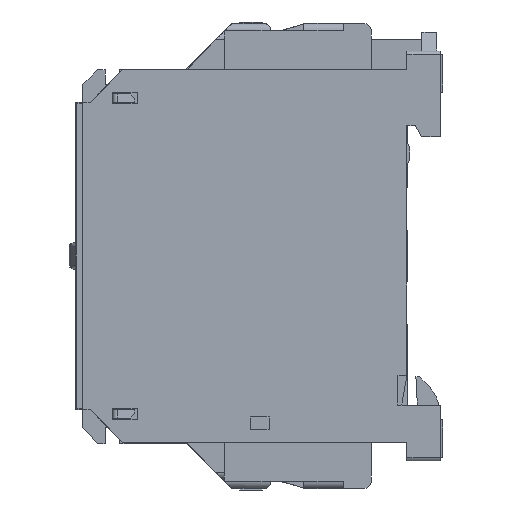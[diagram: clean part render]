
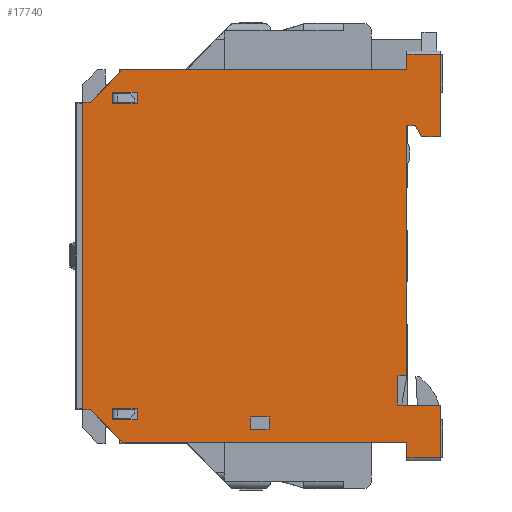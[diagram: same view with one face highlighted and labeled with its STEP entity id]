
A CAD part, left-side view. The second image highlights one B-rep face of the part: STEP entity #17740.
In plain terms, the highlighted planar face has unit normal (-1, 0, 0).
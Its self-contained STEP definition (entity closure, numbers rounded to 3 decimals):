
#1416=DIRECTION('',(0.,0.,1.));
#1417=VECTOR('',#1416,11.);
#1418=CARTESIAN_POINT('',(0.,-4.5,16.));
#1419=LINE('',#1418,#1417);
#1458=DIRECTION('',(0.,0.,1.));
#1459=VECTOR('',#1458,7.);
#1460=CARTESIAN_POINT('',(0.,-4.5,-27.));
#1461=LINE('',#1460,#1459);
#1910=DIRECTION('',(0.,1.,0.));
#1911=VECTOR('',#1910,3.3);
#1912=CARTESIAN_POINT('',(0.,36.2,-22.));
#1913=LINE('',#1912,#1911);
#1914=DIRECTION('',(0.,0.,-1.));
#1915=VECTOR('',#1914,1.6);
#1916=CARTESIAN_POINT('',(0.,36.2,-20.4));
#1917=LINE('',#1916,#1915);
#1918=DIRECTION('',(0.,-1.,0.));
#1919=VECTOR('',#1918,3.3);
#1920=CARTESIAN_POINT('',(0.,39.5,-20.4));
#1921=LINE('',#1920,#1919);
#1922=DIRECTION('',(0.,0.,1.));
#1923=VECTOR('',#1922,1.6);
#1924=CARTESIAN_POINT('',(0.,39.5,-22.));
#1925=LINE('',#1924,#1923);
#1926=DIRECTION('',(0.,0.,-1.));
#1927=VECTOR('',#1926,1.6);
#1928=CARTESIAN_POINT('',(0.,36.2,22.));
#1929=LINE('',#1928,#1927);
#1930=DIRECTION('',(0.,-1.,0.));
#1931=VECTOR('',#1930,3.3);
#1932=CARTESIAN_POINT('',(0.,39.5,22.));
#1933=LINE('',#1932,#1931);
#1934=DIRECTION('',(0.,0.,1.));
#1935=VECTOR('',#1934,1.6);
#1936=CARTESIAN_POINT('',(0.,39.5,20.4));
#1937=LINE('',#1936,#1935);
#1938=DIRECTION('',(0.,1.,0.));
#1939=VECTOR('',#1938,3.3);
#1940=CARTESIAN_POINT('',(0.,36.2,20.4));
#1941=LINE('',#1940,#1939);
#1942=DIRECTION('',(0.,-1.,0.));
#1943=VECTOR('',#1942,2.5);
#1944=CARTESIAN_POINT('',(0.,21.,-21.6));
#1945=LINE('',#1944,#1943);
#1946=DIRECTION('',(0.,0.,1.));
#1947=VECTOR('',#1946,1.7);
#1948=CARTESIAN_POINT('',(0.,21.,-23.3));
#1949=LINE('',#1948,#1947);
#1950=DIRECTION('',(0.,1.,0.));
#1951=VECTOR('',#1950,2.5);
#1952=CARTESIAN_POINT('',(0.,18.5,-23.3));
#1953=LINE('',#1952,#1951);
#1954=DIRECTION('',(0.,0.,-1.));
#1955=VECTOR('',#1954,1.7);
#1956=CARTESIAN_POINT('',(0.,18.5,-21.6));
#1957=LINE('',#1956,#1955);
#1958=DIRECTION('',(0.,0.,1.));
#1959=VECTOR('',#1958,2.);
#1960=CARTESIAN_POINT('',(0.,0.,-27.));
#1961=LINE('',#1960,#1959);
#1962=DIRECTION('',(0.,0.707,0.707));
#1963=VECTOR('',#1962,6.223);
#1964=CARTESIAN_POINT('',(0.,38.1,-25.));
#1965=LINE('',#1964,#1963);
#1966=DIRECTION('',(0.,-1.,0.));
#1967=VECTOR('',#1966,1.);
#1968=CARTESIAN_POINT('',(0.,43.5,-20.6));
#1969=LINE('',#1968,#1967);
#1970=DIRECTION('',(0.,0.,1.));
#1971=VECTOR('',#1970,41.2);
#1972=CARTESIAN_POINT('',(0.,43.5,-20.6));
#1973=LINE('',#1972,#1971);
#1974=DIRECTION('',(0.,-1.,0.));
#1975=VECTOR('',#1974,1.);
#1976=CARTESIAN_POINT('',(0.,43.5,20.6));
#1977=LINE('',#1976,#1975);
#1978=DIRECTION('',(0.,-0.707,0.707));
#1979=VECTOR('',#1978,6.223);
#1980=CARTESIAN_POINT('',(0.,42.5,20.6));
#1981=LINE('',#1980,#1979);
#1982=DIRECTION('',(0.,-1.,0.));
#1983=VECTOR('',#1982,38.1);
#1984=CARTESIAN_POINT('',(0.,38.1,25.));
#1985=LINE('',#1984,#1983);
#1986=DIRECTION('',(0.,0.,1.));
#1987=VECTOR('',#1986,2.);
#1988=CARTESIAN_POINT('',(0.,0.,25.));
#1989=LINE('',#1988,#1987);
#1990=DIRECTION('',(0.,1.,0.));
#1991=VECTOR('',#1990,2.534);
#1992=CARTESIAN_POINT('',(0.,-4.5,16.));
#1993=LINE('',#1992,#1991);
#1994=DIRECTION('',(0.,0.5,0.866));
#1995=VECTOR('',#1994,1.732);
#1996=CARTESIAN_POINT('',(0.,-1.966,16.));
#1997=LINE('',#1996,#1995);
#1998=DIRECTION('',(0.,1.,0.));
#1999=VECTOR('',#1998,1.1);
#2000=CARTESIAN_POINT('',(0.,-1.1,17.5));
#2001=LINE('',#2000,#1999);
#2002=DIRECTION('',(0.,0.,1.));
#2003=VECTOR('',#2002,33.5);
#2004=CARTESIAN_POINT('',(0.,0.,-16.));
#2005=LINE('',#2004,#2003);
#2006=DIRECTION('',(0.,-1.,0.));
#2007=VECTOR('',#2006,1.2);
#2008=CARTESIAN_POINT('',(0.,1.2,-16.));
#2009=LINE('',#2008,#2007);
#2010=DIRECTION('',(0.,0.,1.));
#2011=VECTOR('',#2010,4.);
#2012=CARTESIAN_POINT('',(0.,1.2,-20.));
#2013=LINE('',#2012,#2011);
#2234=DIRECTION('',(0.,-1.,0.));
#2235=VECTOR('',#2234,38.1);
#2236=CARTESIAN_POINT('',(0.,38.1,-25.));
#2237=LINE('',#2236,#2235);
#2488=DIRECTION('',(0.,1.,0.));
#2489=VECTOR('',#2488,5.7);
#2490=CARTESIAN_POINT('',(0.,-4.5,-20.));
#2491=LINE('',#2490,#2489);
#5795=DIRECTION('',(0.,-1.,0.));
#5796=VECTOR('',#5795,4.5);
#5797=CARTESIAN_POINT('',(0.,0.,-27.));
#5798=LINE('',#5797,#5796);
#11271=DIRECTION('',(0.,-1.,0.));
#11272=VECTOR('',#11271,4.5);
#11273=CARTESIAN_POINT('',(0.,0.,27.));
#11274=LINE('',#11273,#11272);
#13641=CARTESIAN_POINT('',(0.,43.5,20.6));
#13643=VERTEX_POINT('',#13641);
#13645=CARTESIAN_POINT('',(0.,43.5,-20.6));
#13647=VERTEX_POINT('',#13645);
#13648=CARTESIAN_POINT('',(0.,42.5,20.6));
#13649=VERTEX_POINT('',#13648);
#13650=CARTESIAN_POINT('',(0.,38.1,25.));
#13651=VERTEX_POINT('',#13650);
#13652=CARTESIAN_POINT('',(0.,38.1,-25.));
#13653=CARTESIAN_POINT('',(0.,42.5,-20.6));
#13654=VERTEX_POINT('',#13652);
#13655=VERTEX_POINT('',#13653);
#13716=CARTESIAN_POINT('',(0.,0.,25.));
#13717=VERTEX_POINT('',#13716);
#13718=CARTESIAN_POINT('',(0.,0.,-25.));
#13719=VERTEX_POINT('',#13718);
#13730=CARTESIAN_POINT('',(0.,-4.5,16.));
#13731=CARTESIAN_POINT('',(0.,-1.966,16.));
#13732=VERTEX_POINT('',#13730);
#13733=VERTEX_POINT('',#13731);
#13734=CARTESIAN_POINT('',(0.,-1.1,17.5));
#13735=VERTEX_POINT('',#13734);
#13742=CARTESIAN_POINT('',(0.,0.,17.5));
#13743=VERTEX_POINT('',#13742);
#14937=CARTESIAN_POINT('',(0.,36.2,-22.));
#14938=CARTESIAN_POINT('',(0.,39.5,-22.));
#14939=VERTEX_POINT('',#14937);
#14940=VERTEX_POINT('',#14938);
#14941=CARTESIAN_POINT('',(0.,39.5,-20.4));
#14942=VERTEX_POINT('',#14941);
#14943=CARTESIAN_POINT('',(0.,36.2,-20.4));
#14944=VERTEX_POINT('',#14943);
#14945=CARTESIAN_POINT('',(0.,36.2,22.));
#14946=CARTESIAN_POINT('',(0.,36.2,20.4));
#14947=VERTEX_POINT('',#14945);
#14948=VERTEX_POINT('',#14946);
#14949=CARTESIAN_POINT('',(0.,39.5,20.4));
#14950=VERTEX_POINT('',#14949);
#14951=CARTESIAN_POINT('',(0.,39.5,22.));
#14952=VERTEX_POINT('',#14951);
#15027=CARTESIAN_POINT('',(0.,21.,-21.6));
#15028=CARTESIAN_POINT('',(0.,18.5,-21.6));
#15029=VERTEX_POINT('',#15027);
#15030=VERTEX_POINT('',#15028);
#15031=CARTESIAN_POINT('',(0.,18.5,-23.3));
#15032=VERTEX_POINT('',#15031);
#15033=CARTESIAN_POINT('',(0.,21.,-23.3));
#15034=VERTEX_POINT('',#15033);
#15351=CARTESIAN_POINT('',(0.,0.,-27.));
#15352=CARTESIAN_POINT('',(0.,-4.5,-27.));
#15353=VERTEX_POINT('',#15351);
#15354=VERTEX_POINT('',#15352);
#15359=CARTESIAN_POINT('',(0.,0.,27.));
#15360=CARTESIAN_POINT('',(0.,-4.5,27.));
#15361=VERTEX_POINT('',#15359);
#15362=VERTEX_POINT('',#15360);
#15764=CARTESIAN_POINT('',(0.,-4.5,-20.));
#15765=VERTEX_POINT('',#15764);
#15766=CARTESIAN_POINT('',(0.,1.2,-16.));
#15767=CARTESIAN_POINT('',(0.,0.,-16.));
#15768=VERTEX_POINT('',#15766);
#15769=VERTEX_POINT('',#15767);
#15770=CARTESIAN_POINT('',(0.,1.2,-20.));
#15771=VERTEX_POINT('',#15770);
#17671=CARTESIAN_POINT('',(0.,43.5,-21.5));
#17672=DIRECTION('',(-1.,0.,0.));
#17673=DIRECTION('',(0.,-1.,0.));
#17674=AXIS2_PLACEMENT_3D('',#17671,#17672,#17673);
#17675=PLANE('',#17674);
#17677=ORIENTED_EDGE('',*,*,#17676,.F.);
#17678=ORIENTED_EDGE('',*,*,#17195,.F.);
#17680=ORIENTED_EDGE('',*,*,#17679,.F.);
#17682=ORIENTED_EDGE('',*,*,#17681,.T.);
#17684=ORIENTED_EDGE('',*,*,#17683,.F.);
#17686=ORIENTED_EDGE('',*,*,#17685,.T.);
#17688=ORIENTED_EDGE('',*,*,#17687,.F.);
#17690=ORIENTED_EDGE('',*,*,#17689,.T.);
#17692=ORIENTED_EDGE('',*,*,#17691,.T.);
#17694=ORIENTED_EDGE('',*,*,#17693,.T.);
#17696=ORIENTED_EDGE('',*,*,#17695,.T.);
#17698=ORIENTED_EDGE('',*,*,#17697,.T.);
#17700=ORIENTED_EDGE('',*,*,#17699,.T.);
#17701=ORIENTED_EDGE('',*,*,#17129,.F.);
#17702=ORIENTED_EDGE('',*,*,#17255,.T.);
#17703=ORIENTED_EDGE('',*,*,#17283,.T.);
#17704=ORIENTED_EDGE('',*,*,#17298,.T.);
#17705=ORIENTED_EDGE('',*,*,#17356,.F.);
#17706=ORIENTED_EDGE('',*,*,#17648,.F.);
#17707=ORIENTED_EDGE('',*,*,#17661,.F.);
#17708=EDGE_LOOP('',(#17677,#17678,#17680,#17682,#17684,#17686,#17688,#17690,
#17692,#17694,#17696,#17698,#17700,#17701,#17702,#17703,#17704,#17705,#17706,
#17707));
#17709=FACE_OUTER_BOUND('',#17708,.F.);
#17711=ORIENTED_EDGE('',*,*,#17710,.F.);
#17713=ORIENTED_EDGE('',*,*,#17712,.F.);
#17715=ORIENTED_EDGE('',*,*,#17714,.F.);
#17717=ORIENTED_EDGE('',*,*,#17716,.F.);
#17718=EDGE_LOOP('',(#17711,#17713,#17715,#17717));
#17719=FACE_BOUND('',#17718,.F.);
#17721=ORIENTED_EDGE('',*,*,#17720,.F.);
#17723=ORIENTED_EDGE('',*,*,#17722,.F.);
#17725=ORIENTED_EDGE('',*,*,#17724,.F.);
#17727=ORIENTED_EDGE('',*,*,#17726,.F.);
#17728=EDGE_LOOP('',(#17721,#17723,#17725,#17727));
#17729=FACE_BOUND('',#17728,.F.);
#17731=ORIENTED_EDGE('',*,*,#17730,.F.);
#17733=ORIENTED_EDGE('',*,*,#17732,.F.);
#17735=ORIENTED_EDGE('',*,*,#17734,.F.);
#17737=ORIENTED_EDGE('',*,*,#17736,.F.);
#17738=EDGE_LOOP('',(#17731,#17733,#17735,#17737));
#17739=FACE_BOUND('',#17738,.F.);
#17129=EDGE_CURVE('',#13732,#15362,#1419,.T.);
#17195=EDGE_CURVE('',#15354,#15765,#1461,.T.);
#17255=EDGE_CURVE('',#13732,#13733,#1993,.T.);
#17283=EDGE_CURVE('',#13733,#13735,#1997,.T.);
#17298=EDGE_CURVE('',#13735,#13743,#2001,.T.);
#17356=EDGE_CURVE('',#15769,#13743,#2005,.T.);
#17648=EDGE_CURVE('',#15768,#15769,#2009,.T.);
#17661=EDGE_CURVE('',#15771,#15768,#2013,.T.);
#17676=EDGE_CURVE('',#15765,#15771,#2491,.T.);
#17679=EDGE_CURVE('',#15353,#15354,#5798,.T.);
#17681=EDGE_CURVE('',#15353,#13719,#1961,.T.);
#17683=EDGE_CURVE('',#13654,#13719,#2237,.T.);
#17685=EDGE_CURVE('',#13654,#13655,#1965,.T.);
#17687=EDGE_CURVE('',#13647,#13655,#1969,.T.);
#17689=EDGE_CURVE('',#13647,#13643,#1973,.T.);
#17691=EDGE_CURVE('',#13643,#13649,#1977,.T.);
#17693=EDGE_CURVE('',#13649,#13651,#1981,.T.);
#17695=EDGE_CURVE('',#13651,#13717,#1985,.T.);
#17697=EDGE_CURVE('',#13717,#15361,#1989,.T.);
#17699=EDGE_CURVE('',#15361,#15362,#11274,.T.);
#17710=EDGE_CURVE('',#14947,#14948,#1929,.T.);
#17712=EDGE_CURVE('',#14952,#14947,#1933,.T.);
#17714=EDGE_CURVE('',#14950,#14952,#1937,.T.);
#17716=EDGE_CURVE('',#14948,#14950,#1941,.T.);
#17720=EDGE_CURVE('',#15029,#15030,#1945,.T.);
#17722=EDGE_CURVE('',#15034,#15029,#1949,.T.);
#17724=EDGE_CURVE('',#15032,#15034,#1953,.T.);
#17726=EDGE_CURVE('',#15030,#15032,#1957,.T.);
#17730=EDGE_CURVE('',#14939,#14940,#1913,.T.);
#17732=EDGE_CURVE('',#14944,#14939,#1917,.T.);
#17734=EDGE_CURVE('',#14942,#14944,#1921,.T.);
#17736=EDGE_CURVE('',#14940,#14942,#1925,.T.);
#17740=ADVANCED_FACE('',(#17709,#17719,#17729,#17739),#17675,.T.);
